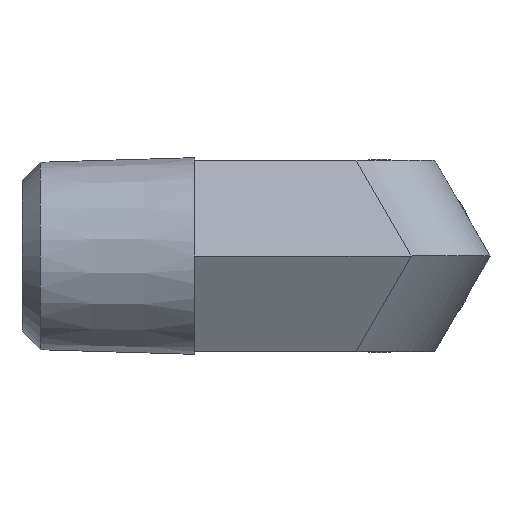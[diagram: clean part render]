
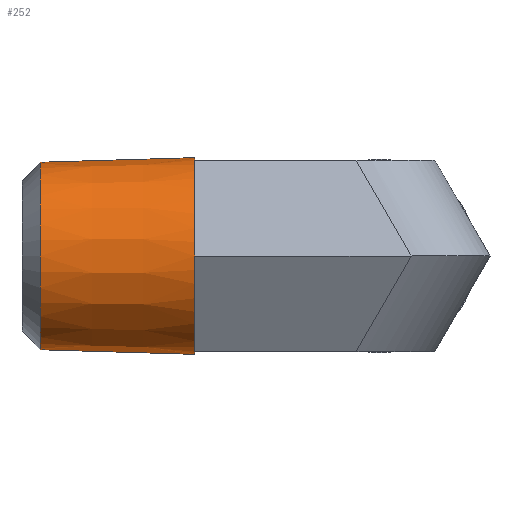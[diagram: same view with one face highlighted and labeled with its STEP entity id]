
A CAD part, left-side view. The second image highlights one B-rep face of the part: STEP entity #252.
In plain terms, the highlighted conical face has half-angle 1.7 degrees and reference radius 6.858 mm.
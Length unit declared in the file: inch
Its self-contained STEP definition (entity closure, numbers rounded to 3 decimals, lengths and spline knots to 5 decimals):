
#11 = AXIS2_PLACEMENT_3D ( 'NONE', #1664, #703, #1832 ) ;
#42 = CIRCLE ( 'NONE', #1040, 0.25742 ) ;
#81 = VERTEX_POINT ( 'NONE', #342 ) ;
#120 = CARTESIAN_POINT ( 'NONE',  ( 0., 0.811, 0. ) ) ;
#130 = CARTESIAN_POINT ( 'NONE',  ( 0., 0.811, 0. ) ) ;
#139 = CARTESIAN_POINT ( 'NONE',  ( -0.0632, 0.811, -0.2625 ) ) ;
#152 = EDGE_LOOP ( 'NONE', ( #1518, #932, #1287, #1097, #830, #1912, #1408, #378, #753, #1517 ) ) ;
#153 = VERTEX_POINT ( 'NONE', #856 ) ;
#163 = CARTESIAN_POINT ( 'NONE',  ( 0., 0.811, -0.27 ) ) ;
#174 = VERTEX_POINT ( 'NONE', #360 ) ;
#184 = DIRECTION ( 'NONE',  ( 0., 1., 0. ) ) ;
#187 = EDGE_CURVE ( 'NONE', #1067, #698, #1821, .T. ) ;
#189 = CIRCLE ( 'NONE', #817, 0.27 ) ;
#199 = CARTESIAN_POINT ( 'NONE',  ( 0., 0.811, 0.27 ) ) ;
#237 = DIRECTION ( 'NONE',  ( 0., -1., 0. ) ) ;
#252 = ADVANCED_FACE ( 'NONE', ( #866 ), #368, .T. ) ;
#264 = AXIS2_PLACEMENT_3D ( 'NONE', #700, #1828, #861 ) ;
#274 = DIRECTION ( 'NONE',  ( 0., 0., 1. ) ) ;
#292 = DIRECTION ( 'NONE',  ( 0., 0., 1. ) ) ;
#295 = AXIS2_PLACEMENT_3D ( 'NONE', #973, #2079, #1129 ) ;
#301 = DIRECTION ( 'NONE',  ( 0., -1., 0.03 ) ) ;
#328 = AXIS2_PLACEMENT_3D ( 'NONE', #718, #1203, #383 ) ;
#342 = CARTESIAN_POINT ( 'NONE',  ( -0.19573, 0.811, -0.18598 ) ) ;
#360 = CARTESIAN_POINT ( 'NONE',  ( 0., 1.23502, 0.25742 ) ) ;
#368 = CONICAL_SURFACE ( 'NONE', #328, 0.27, 0.03 ) ;
#378 = ORIENTED_EDGE ( 'NONE', *, *, #187, .T. ) ;
#383 = DIRECTION ( 'NONE',  ( 0., 0., 1. ) ) ;
#400 = VECTOR ( 'NONE', #1586, 39.37008 ) ;
#438 = CIRCLE ( 'NONE', #1557, 0.27 ) ;
#444 = EDGE_CURVE ( 'NONE', #902, #592, #1693, .T. ) ;
#454 = EDGE_CURVE ( 'NONE', #174, #1081, #2075, .T. ) ;
#476 = EDGE_CURVE ( 'NONE', #81, #153, #1224, .T. ) ;
#478 = VERTEX_POINT ( 'NONE', #139 ) ;
#516 = CARTESIAN_POINT ( 'NONE',  ( -0.25893, 0.811, 0.07652 ) ) ;
#543 = AXIS2_PLACEMENT_3D ( 'NONE', #120, #1261, #274 ) ;
#592 = VERTEX_POINT ( 'NONE', #163 ) ;
#616 = CARTESIAN_POINT ( 'NONE',  ( 0., 0.811, -0.27 ) ) ;
#698 = VERTEX_POINT ( 'NONE', #1481 ) ;
#700 = CARTESIAN_POINT ( 'NONE',  ( 0., 0.811, 0. ) ) ;
#703 = DIRECTION ( 'NONE',  ( 0., 1., 0. ) ) ;
#718 = CARTESIAN_POINT ( 'NONE',  ( 0., 0.811, 0. ) ) ;
#737 = CIRCLE ( 'NONE', #264, 0.27 ) ;
#753 = ORIENTED_EDGE ( 'NONE', *, *, #1332, .T. ) ;
#799 = VECTOR ( 'NONE', #301, 39.37008 ) ;
#817 = AXIS2_PLACEMENT_3D ( 'NONE', #1840, #882, #2000 ) ;
#830 = ORIENTED_EDGE ( 'NONE', *, *, #476, .T. ) ;
#856 = CARTESIAN_POINT ( 'NONE',  ( -0.25893, 0.811, -0.07652 ) ) ;
#861 = DIRECTION ( 'NONE',  ( 0., 0., 1. ) ) ;
#866 = FACE_OUTER_BOUND ( 'NONE', #152, .T. ) ;
#882 = DIRECTION ( 'NONE',  ( 0., 1., 0. ) ) ;
#902 = VERTEX_POINT ( 'NONE', #1609 ) ;
#932 = ORIENTED_EDGE ( 'NONE', *, *, #444, .T. ) ;
#973 = CARTESIAN_POINT ( 'NONE',  ( 0., 0.811, 0. ) ) ;
#1040 = AXIS2_PLACEMENT_3D ( 'NONE', #1220, #237, #1386 ) ;
#1067 = VERTEX_POINT ( 'NONE', #1655 ) ;
#1081 = VERTEX_POINT ( 'NONE', #199 ) ;
#1085 = EDGE_CURVE ( 'NONE', #1527, #1067, #737, .T. ) ;
#1097 = ORIENTED_EDGE ( 'NONE', *, *, #1146, .T. ) ;
#1129 = DIRECTION ( 'NONE',  ( 0., 0., 1. ) ) ;
#1146 = EDGE_CURVE ( 'NONE', #478, #81, #189, .T. ) ;
#1168 = CARTESIAN_POINT ( 'NONE',  ( 0., 0.811, 0. ) ) ;
#1203 = DIRECTION ( 'NONE',  ( 0., -1., 0. ) ) ;
#1212 = EDGE_CURVE ( 'NONE', #174, #902, #42, .T. ) ;
#1220 = CARTESIAN_POINT ( 'NONE',  ( 0., 1.23502, 0. ) ) ;
#1224 = CIRCLE ( 'NONE', #295, 0.27 ) ;
#1261 = DIRECTION ( 'NONE',  ( 0., 1., 0. ) ) ;
#1272 = DIRECTION ( 'NONE',  ( 0., 1., 0. ) ) ;
#1277 = CARTESIAN_POINT ( 'NONE',  ( 0., 0.811, 0.27 ) ) ;
#1287 = ORIENTED_EDGE ( 'NONE', *, *, #1788, .T. ) ;
#1328 = DIRECTION ( 'NONE',  ( 0., 0., 1. ) ) ;
#1332 = EDGE_CURVE ( 'NONE', #698, #1081, #1769, .T. ) ;
#1343 = AXIS2_PLACEMENT_3D ( 'NONE', #130, #1272, #292 ) ;
#1386 = DIRECTION ( 'NONE',  ( 0., 0., -1. ) ) ;
#1408 = ORIENTED_EDGE ( 'NONE', *, *, #1085, .T. ) ;
#1481 = CARTESIAN_POINT ( 'NONE',  ( -0.0632, 0.811, 0.2625 ) ) ;
#1517 = ORIENTED_EDGE ( 'NONE', *, *, #454, .F. ) ;
#1518 = ORIENTED_EDGE ( 'NONE', *, *, #1212, .T. ) ;
#1527 = VERTEX_POINT ( 'NONE', #516 ) ;
#1557 = AXIS2_PLACEMENT_3D ( 'NONE', #1168, #184, #1328 ) ;
#1586 = DIRECTION ( 'NONE',  ( 0., -1., -0.03 ) ) ;
#1609 = CARTESIAN_POINT ( 'NONE',  ( 0., 1.23502, -0.25742 ) ) ;
#1655 = CARTESIAN_POINT ( 'NONE',  ( -0.19573, 0.811, 0.18598 ) ) ;
#1664 = CARTESIAN_POINT ( 'NONE',  ( 0., 0.811, 0. ) ) ;
#1677 = CIRCLE ( 'NONE', #1343, 0.27 ) ;
#1693 = LINE ( 'NONE', #616, #400 ) ;
#1769 = CIRCLE ( 'NONE', #543, 0.27 ) ;
#1788 = EDGE_CURVE ( 'NONE', #592, #478, #1677, .T. ) ;
#1821 = CIRCLE ( 'NONE', #11, 0.27 ) ;
#1823 = EDGE_CURVE ( 'NONE', #153, #1527, #438, .T. ) ;
#1828 = DIRECTION ( 'NONE',  ( 0., 1., 0. ) ) ;
#1832 = DIRECTION ( 'NONE',  ( 0., 0., 1. ) ) ;
#1840 = CARTESIAN_POINT ( 'NONE',  ( 0., 0.811, 0. ) ) ;
#1912 = ORIENTED_EDGE ( 'NONE', *, *, #1823, .T. ) ;
#2000 = DIRECTION ( 'NONE',  ( 0., 0., 1. ) ) ;
#2075 = LINE ( 'NONE', #1277, #799 ) ;
#2079 = DIRECTION ( 'NONE',  ( 0., 1., 0. ) ) ;
